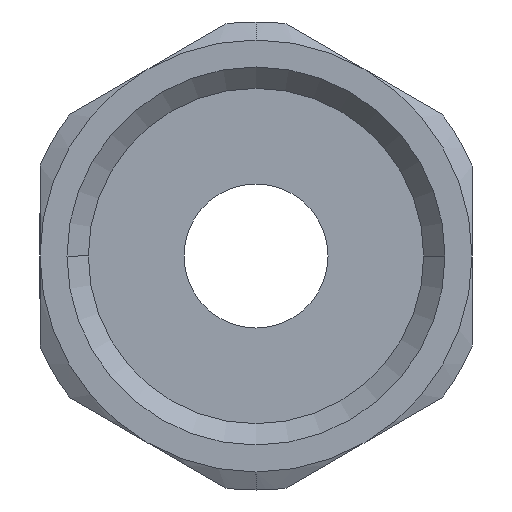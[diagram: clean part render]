
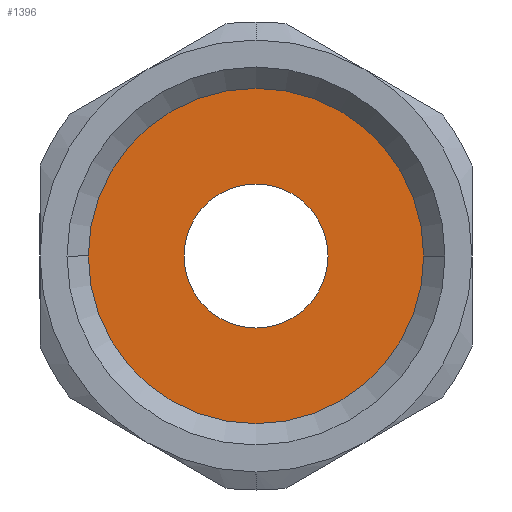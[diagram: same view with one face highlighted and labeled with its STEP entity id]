
A CAD part, front view. The second image highlights one B-rep face of the part: STEP entity #1396.
In plain terms, the highlighted planar face has unit normal (0, -1, 0).
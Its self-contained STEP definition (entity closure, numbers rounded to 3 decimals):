
#1396=ADVANCED_FACE('',(#3162,#3163),#3164,.F.);
#3162=FACE_OUTER_BOUND('',#6593,.T.);
#3163=FACE_BOUND('',#6594,.T.);
#3164=PLANE('',#6595);
#6593=EDGE_LOOP('',(#11746,#11747));
#6594=EDGE_LOOP('',(#11748,#11749));
#6595=AXIS2_PLACEMENT_3D('',#11750,#11751,#11752);
#11746=ORIENTED_EDGE('',*,*,#16318,.T.);
#11747=ORIENTED_EDGE('',*,*,#16679,.T.);
#11748=ORIENTED_EDGE('',*,*,#16680,.F.);
#11749=ORIENTED_EDGE('',*,*,#16681,.F.);
#11750=CARTESIAN_POINT('',(0.0,19.5,0.0));
#11751=DIRECTION('',(0.0,1.0,0.0));
#11752=DIRECTION('',(1.0,0.0,-0.0));
#16318=EDGE_CURVE('',#19627,#19625,#19628,.T.);
#16679=EDGE_CURVE('',#19625,#19627,#20135,.T.);
#16680=EDGE_CURVE('',#20136,#20137,#20138,.T.);
#16681=EDGE_CURVE('',#20137,#20136,#20139,.T.);
#19625=VERTEX_POINT('',#24923);
#19627=VERTEX_POINT('',#24926);
#19628=CIRCLE('',#24927,9.316);
#20135=CIRCLE('',#25765,9.316);
#20136=VERTEX_POINT('',#25766);
#20137=VERTEX_POINT('',#25767);
#20138=CIRCLE('',#25768,4.0);
#20139=CIRCLE('',#25769,4.0);
#24923=CARTESIAN_POINT('',(-9.316,19.5,0.));
#24926=CARTESIAN_POINT('',(9.316,19.5,0.0));
#24927=AXIS2_PLACEMENT_3D('',#29063,#29064,#29065);
#25765=AXIS2_PLACEMENT_3D('',#29560,#29561,#29562);
#25766=CARTESIAN_POINT('',(4.0,19.5,0.0));
#25767=CARTESIAN_POINT('',(-4.0,19.5,0.));
#25768=AXIS2_PLACEMENT_3D('',#29563,#29564,#29565);
#25769=AXIS2_PLACEMENT_3D('',#29566,#29567,#29568);
#29063=CARTESIAN_POINT('',(0.0,19.5,0.0));
#29064=DIRECTION('',(0.0,-1.0,0.0));
#29065=DIRECTION('',(-1.0,0.0,0.0));
#29560=CARTESIAN_POINT('',(0.0,19.5,0.0));
#29561=DIRECTION('',(0.0,-1.0,0.0));
#29562=DIRECTION('',(-1.0,0.0,0.0));
#29563=CARTESIAN_POINT('',(0.0,19.5,0.0));
#29564=DIRECTION('',(0.0,-1.0,0.0));
#29565=DIRECTION('',(1.0,0.0,0.0));
#29566=CARTESIAN_POINT('',(0.0,19.5,0.0));
#29567=DIRECTION('',(0.0,-1.0,0.0));
#29568=DIRECTION('',(1.0,0.0,0.0));
